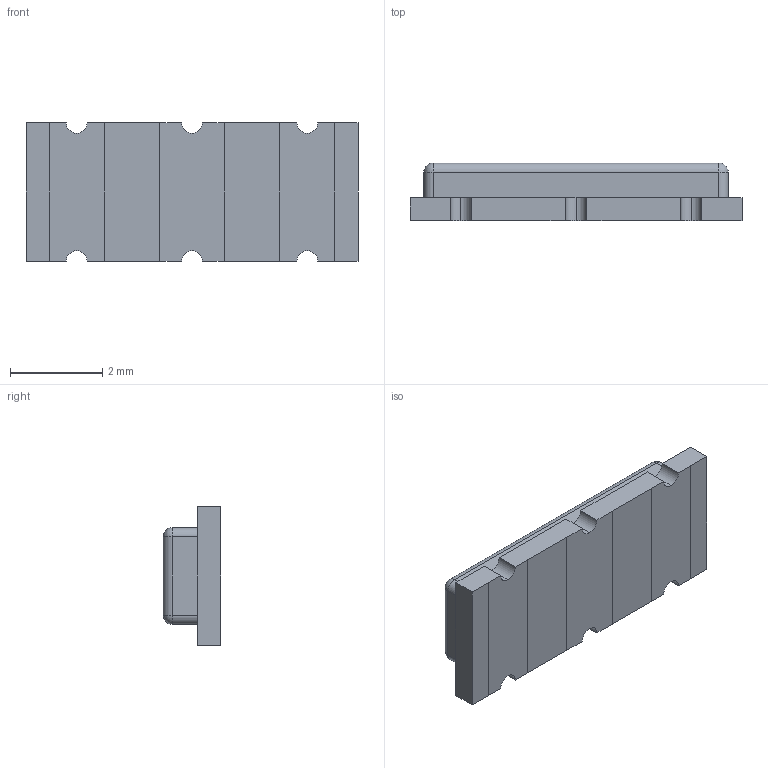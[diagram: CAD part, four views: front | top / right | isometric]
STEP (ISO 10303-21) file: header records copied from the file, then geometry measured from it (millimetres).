
FILE_DESCRIPTION (( 'STEP AP214' ), '1' );
FILE_NAME ('User Library-CSTCC2M00GZ6A02-R0.STEP', '2019-10-20T20:24:50', ( '' ), ( '' ), 'SwSTEP 2.0', 'SolidWorks 2019', '' );
FILE_SCHEMA (( 'AUTOMOTIVE_DESIGN' ));
Length unit declared in the file: millimetre
Products named in the file (1): User Library-CSTCC2M00GZ6A02-R0
Bounding box: 7.2 x 1.25 x 3 mm (x, y, z)
Volume: 20.8 mm3; surface area: 64.6 mm2
Topology: 1 solids, 1 shells, 73 faces, 201 edges, 126 vertices
Faces by surface type: plane 52, cylinder 17, sphere 4
Entity records: 2797 total; most frequent: CARTESIAN_POINT 397, ORIENTED_EDGE 394, DIRECTION 379, EDGE_CURVE 197, LINE 163, VECTOR 163, VERTEX_POINT 126, AXIS2_PLACEMENT_3D 108
